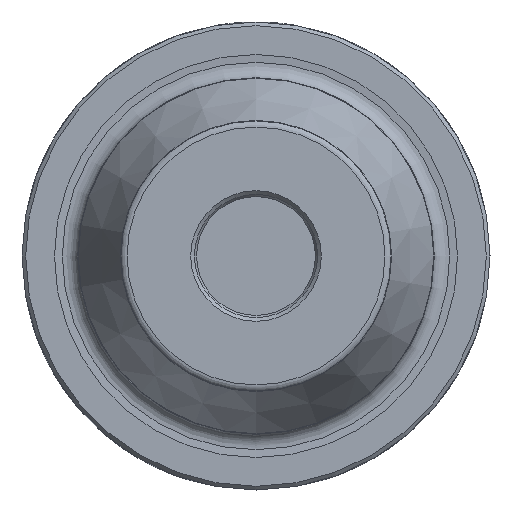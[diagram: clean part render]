
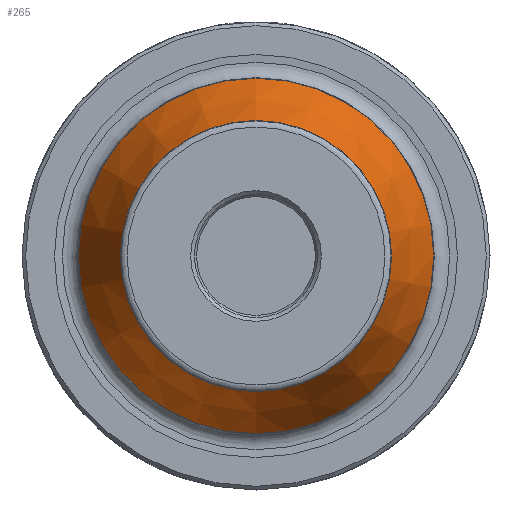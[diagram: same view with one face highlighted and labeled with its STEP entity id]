
A CAD part, left-side view. The second image highlights one B-rep face of the part: STEP entity #265.
In plain terms, the highlighted conical face has half-angle 25 degrees and reference radius 18.245 mm.
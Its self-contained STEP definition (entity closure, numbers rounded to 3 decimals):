
#109=CONICAL_SURFACE('',#836,18.245,25.);
#201=FACE_BOUND('',#385,.T.);
#202=FACE_BOUND('',#386,.T.);
#265=ADVANCED_FACE('',(#201,#202),#109,.T.);
#385=EDGE_LOOP('',(#553));
#386=EDGE_LOOP('',(#554));
#553=ORIENTED_EDGE('',*,*,#715,.T.);
#554=ORIENTED_EDGE('',*,*,#716,.F.);
#631=VERTEX_POINT('',#2043);
#632=VERTEX_POINT('',#2046);
#715=EDGE_CURVE('',#631,#631,#744,.T.);
#716=EDGE_CURVE('',#632,#632,#745,.T.);
#744=CIRCLE('',#833,23.934);
#745=CIRCLE('',#835,18.245);
#833=AXIS2_PLACEMENT_3D('',#2042,#1019,#1020);
#835=AXIS2_PLACEMENT_3D('',#2045,#1023,#1024);
#836=AXIS2_PLACEMENT_3D('',#2047,#1025,#1026);
#1019=DIRECTION('',(-1.,0.,0.));
#1020=DIRECTION('',(0.,0.,-1.));
#1023=DIRECTION('',(-1.,0.,0.));
#1024=DIRECTION('',(0.,0.,-1.));
#1025=DIRECTION('',(1.,0.,0.));
#1026=DIRECTION('',(0.,0.,-1.));
#2042=CARTESIAN_POINT('',(12.726,0.,0.));
#2043=CARTESIAN_POINT('',(12.726,0.,-23.934));
#2045=CARTESIAN_POINT('',(0.526,0.,0.));
#2046=CARTESIAN_POINT('',(0.526,0.,-18.245));
#2047=CARTESIAN_POINT('',(0.526,0.,0.));
